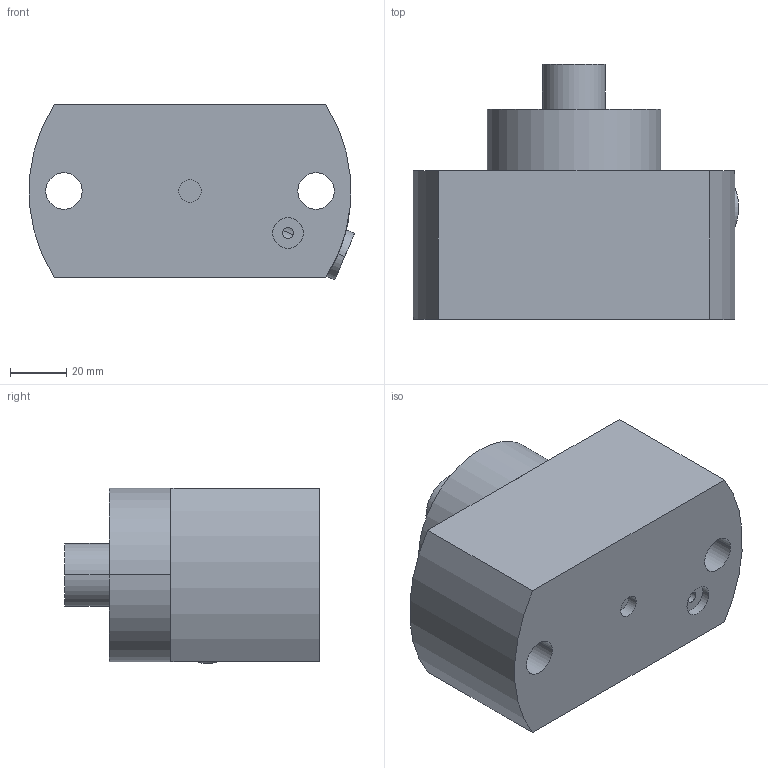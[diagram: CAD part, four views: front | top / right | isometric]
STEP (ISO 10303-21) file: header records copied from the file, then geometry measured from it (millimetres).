
FILE_DESCRIPTION((''),'2;1');
FILE_NAME('ILCM41571123','2023-04-05T15:42:47',('rkuestersteffen'),(''),'CREO PARAMETRIC BY PTC INC, 2021164','CREO PARAMETRIC BY PTC INC, 2021164','');
FILE_SCHEMA(('AUTOMOTIVE_DESIGN { 1 0 10303 214 1 1 1 1 }'));
Length unit declared in the file: millimetre
Products named in the file (1): ILCM41571123
Bounding box: 116.06 x 91 x 62.73 mm (x, y, z)
Volume: 415548.9 mm3; surface area: 41807.5 mm2
Topology: 1 solids, 2 shells, 50 faces, 119 edges, 78 vertices
Faces by surface type: cylinder 25, plane 21, cone 4
Entity records: 2018 total; most frequent: CARTESIAN_POINT 337, DIRECTION 290, ORIENTED_EDGE 238, EDGE_CURVE 119, AXIS2_PLACEMENT_3D 111, VERTEX_POINT 78, VECTOR 65, LINE 65
